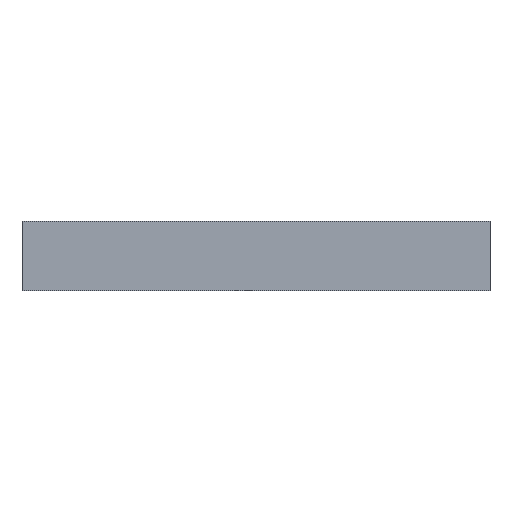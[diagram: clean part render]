
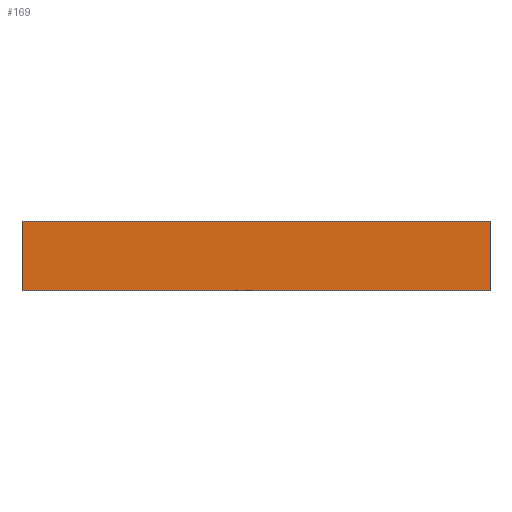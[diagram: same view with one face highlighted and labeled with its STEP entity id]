
A CAD part, front view. The second image highlights one B-rep face of the part: STEP entity #169.
In plain terms, the highlighted planar face has unit normal (0, -1, 0).
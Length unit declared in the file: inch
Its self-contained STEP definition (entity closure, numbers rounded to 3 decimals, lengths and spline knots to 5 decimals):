
#6 = CARTESIAN_POINT ( 'NONE',  ( 0.4, -5., 0.11811 ) ) ;
#26 = DIRECTION ( 'NONE',  ( 0., 0., 1. ) ) ;
#28 = DIRECTION ( 'NONE',  ( 0., 1., 0. ) ) ;
#29 = VERTEX_POINT ( 'NONE', #223 ) ;
#36 = LINE ( 'NONE', #180, #64 ) ;
#47 = CARTESIAN_POINT ( 'NONE',  ( 0.4, -5., 0.11811 ) ) ;
#51 = CARTESIAN_POINT ( 'NONE',  ( -0.4, -5., 0.11811 ) ) ;
#64 = VECTOR ( 'NONE', #257, 39.37008 ) ;
#71 = VECTOR ( 'NONE', #95, 39.37008 ) ;
#72 = LINE ( 'NONE', #313, #71 ) ;
#77 = PLANE ( 'NONE',  #248 ) ;
#80 = EDGE_LOOP ( 'NONE', ( #170, #166, #129, #311 ) ) ;
#89 = VECTOR ( 'NONE', #292, 39.37008 ) ;
#95 = DIRECTION ( 'NONE',  ( 1., 0., 0. ) ) ;
#98 = LINE ( 'NONE', #126, #150 ) ;
#126 = CARTESIAN_POINT ( 'NONE',  ( 0.4, -5., 0. ) ) ;
#129 = ORIENTED_EDGE ( 'NONE', *, *, #130, .F. ) ;
#130 = EDGE_CURVE ( 'NONE', #204, #197, #72, .T. ) ;
#149 = CARTESIAN_POINT ( 'NONE',  ( 0.4, -5., 0.11811 ) ) ;
#150 = VECTOR ( 'NONE', #221, 39.37008 ) ;
#162 = EDGE_CURVE ( 'NONE', #197, #29, #168, .T. ) ;
#166 = ORIENTED_EDGE ( 'NONE', *, *, #162, .F. ) ;
#168 = LINE ( 'NONE', #47, #89 ) ;
#169 = ADVANCED_FACE ( 'NONE', ( #213 ), #77, .F. ) ;
#170 = ORIENTED_EDGE ( 'NONE', *, *, #192, .T. ) ;
#177 = CARTESIAN_POINT ( 'NONE',  ( -0.4, -5., 0. ) ) ;
#180 = CARTESIAN_POINT ( 'NONE',  ( -0.4, -5., 0.11811 ) ) ;
#192 = EDGE_CURVE ( 'NONE', #271, #29, #98, .T. ) ;
#197 = VERTEX_POINT ( 'NONE', #149 ) ;
#204 = VERTEX_POINT ( 'NONE', #51 ) ;
#213 = FACE_OUTER_BOUND ( 'NONE', #80, .T. ) ;
#221 = DIRECTION ( 'NONE',  ( 1., 0., 0. ) ) ;
#223 = CARTESIAN_POINT ( 'NONE',  ( 0.4, -5., 0. ) ) ;
#248 = AXIS2_PLACEMENT_3D ( 'NONE', #6, #28, #26 ) ;
#257 = DIRECTION ( 'NONE',  ( 0., 0., -1. ) ) ;
#271 = VERTEX_POINT ( 'NONE', #177 ) ;
#283 = EDGE_CURVE ( 'NONE', #204, #271, #36, .T. ) ;
#292 = DIRECTION ( 'NONE',  ( 0., 0., -1. ) ) ;
#311 = ORIENTED_EDGE ( 'NONE', *, *, #283, .T. ) ;
#313 = CARTESIAN_POINT ( 'NONE',  ( 0.4, -5., 0.11811 ) ) ;
